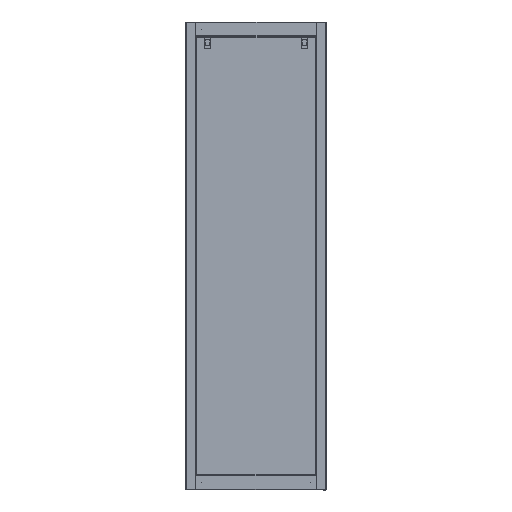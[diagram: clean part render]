
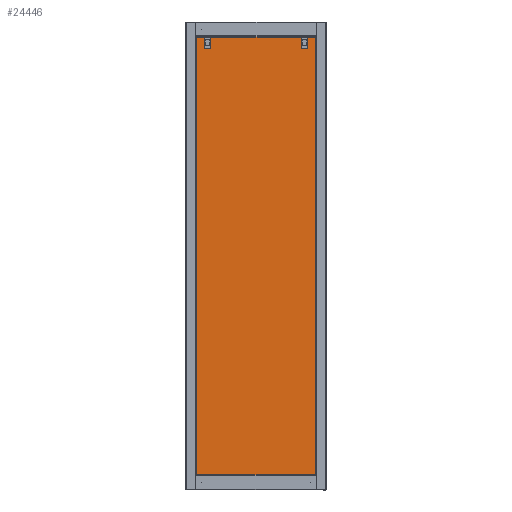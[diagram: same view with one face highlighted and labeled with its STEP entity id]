
A CAD part, top view. The second image highlights one B-rep face of the part: STEP entity #24446.
In plain terms, the highlighted face is planar.
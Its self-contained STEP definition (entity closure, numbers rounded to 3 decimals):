
#350 = LINE ( 'NONE', #12787, #19313 ) ;
#1160 = PLANE ( 'NONE',  #30703 ) ;
#1493 = DIRECTION ( 'NONE',  ( 0., -1., 0. ) ) ;
#1657 = CARTESIAN_POINT ( 'NONE',  ( 476., 1865., -1. ) ) ;
#2767 = CARTESIAN_POINT ( 'NONE',  ( 476., 1827., -1. ) ) ;
#2869 = VECTOR ( 'NONE', #30313, 1000. ) ;
#3127 = FACE_OUTER_BOUND ( 'NONE', #12050, .T. ) ;
#3271 = CARTESIAN_POINT ( 'NONE',  ( 2., 1.141, -1. ) ) ;
#3912 = CARTESIAN_POINT ( 'NONE',  ( 476., 1865., -1. ) ) ;
#4127 = CARTESIAN_POINT ( 'NONE',  ( 509., 2., -1. ) ) ;
#4358 = EDGE_LOOP ( 'NONE', ( #26037, #10406, #4475, #22916 ) ) ;
#4475 = ORIENTED_EDGE ( 'NONE', *, *, #12446, .F. ) ;
#4597 = CARTESIAN_POINT ( 'NONE',  ( 476., 1865., -1. ) ) ;
#4805 = CARTESIAN_POINT ( 'NONE',  ( 1.141, 1875., -1. ) ) ;
#5139 = ORIENTED_EDGE ( 'NONE', *, *, #24366, .F. ) ;
#5261 = EDGE_CURVE ( 'NONE', #27344, #22953, #19548, .T. ) ;
#5714 = VECTOR ( 'NONE', #14223, 1000. ) ;
#5729 = LINE ( 'NONE', #25924, #10288 ) ;
#6205 = ORIENTED_EDGE ( 'NONE', *, *, #10688, .T. ) ;
#6420 = CARTESIAN_POINT ( 'NONE',  ( 61., 1827., -1. ) ) ;
#6526 = VECTOR ( 'NONE', #8393, 1000. ) ;
#6801 = DIRECTION ( 'NONE',  ( -1., 0., 0. ) ) ;
#7000 = CARTESIAN_POINT ( 'NONE',  ( 35., 1827., -1. ) ) ;
#7082 = VERTEX_POINT ( 'NONE', #2767 ) ;
#7112 = CARTESIAN_POINT ( 'NONE',  ( 476., 1827., -1. ) ) ;
#8121 = EDGE_CURVE ( 'NONE', #12603, #7082, #28090, .T. ) ;
#8393 = DIRECTION ( 'NONE',  ( 0., 1., 0. ) ) ;
#8470 = ORIENTED_EDGE ( 'NONE', *, *, #30768, .F. ) ;
#10288 = VECTOR ( 'NONE', #11549, 1000. ) ;
#10406 = ORIENTED_EDGE ( 'NONE', *, *, #38191, .F. ) ;
#10415 = CARTESIAN_POINT ( 'NONE',  ( 2., 2., -1. ) ) ;
#10515 = VECTOR ( 'NONE', #1493, 1000. ) ;
#10572 = CARTESIAN_POINT ( 'NONE',  ( 509.859, 2., -1. ) ) ;
#10642 = CARTESIAN_POINT ( 'NONE',  ( 509., 1875.859, -1. ) ) ;
#10688 = EDGE_CURVE ( 'NONE', #33366, #30670, #37339, .T. ) ;
#10877 = CARTESIAN_POINT ( 'NONE',  ( 450., 1865., -1. ) ) ;
#11549 = DIRECTION ( 'NONE',  ( 0., -1., 0. ) ) ;
#12050 = EDGE_LOOP ( 'NONE', ( #33728, #6205, #13237, #17861 ) ) ;
#12437 = LINE ( 'NONE', #6420, #37500 ) ;
#12446 = EDGE_CURVE ( 'NONE', #21140, #20385, #20233, .T. ) ;
#12603 = VERTEX_POINT ( 'NONE', #3912 ) ;
#12787 = CARTESIAN_POINT ( 'NONE',  ( 61., 1865., -1. ) ) ;
#12840 = VERTEX_POINT ( 'NONE', #18984 ) ;
#13115 = DIRECTION ( 'NONE',  ( 1., 0., 0. ) ) ;
#13237 = ORIENTED_EDGE ( 'NONE', *, *, #19561, .T. ) ;
#13330 = EDGE_CURVE ( 'NONE', #7082, #21140, #30997, .T. ) ;
#14197 = CARTESIAN_POINT ( 'NONE',  ( 61., 1865., -1. ) ) ;
#14223 = DIRECTION ( 'NONE',  ( -1., 0., 0. ) ) ;
#14389 = LINE ( 'NONE', #38244, #6526 ) ;
#15136 = DIRECTION ( 'NONE',  ( -1., 0., 0. ) ) ;
#15351 = EDGE_LOOP ( 'NONE', ( #8470, #27083, #5139, #24667 ) ) ;
#15685 = DIRECTION ( 'NONE',  ( 0., 0., -1. ) ) ;
#16607 = DIRECTION ( 'NONE',  ( 1., 0., 0. ) ) ;
#17463 = FACE_BOUND ( 'NONE', #15351, .T. ) ;
#17793 = DIRECTION ( 'NONE',  ( 0., 1., 0. ) ) ;
#17861 = ORIENTED_EDGE ( 'NONE', *, *, #5261, .T. ) ;
#18712 = LINE ( 'NONE', #1657, #34875 ) ;
#18788 = DIRECTION ( 'NONE',  ( 1., 0., 0. ) ) ;
#18984 = CARTESIAN_POINT ( 'NONE',  ( 61., 1827., -1. ) ) ;
#19071 = VECTOR ( 'NONE', #34479, 1000. ) ;
#19313 = VECTOR ( 'NONE', #18788, 1000. ) ;
#19548 = LINE ( 'NONE', #4805, #22383 ) ;
#19561 = EDGE_CURVE ( 'NONE', #30670, #27344, #21588, .T. ) ;
#20233 = LINE ( 'NONE', #32062, #2869 ) ;
#20385 = VERTEX_POINT ( 'NONE', #10877 ) ;
#20831 = EDGE_CURVE ( 'NONE', #22953, #33366, #28317, .T. ) ;
#21140 = VERTEX_POINT ( 'NONE', #36994 ) ;
#21588 = LINE ( 'NONE', #3271, #29295 ) ;
#22289 = VECTOR ( 'NONE', #32528, 1000. ) ;
#22383 = VECTOR ( 'NONE', #16607, 1000. ) ;
#22916 = ORIENTED_EDGE ( 'NONE', *, *, #13330, .F. ) ;
#22953 = VERTEX_POINT ( 'NONE', #36976 ) ;
#23680 = FACE_BOUND ( 'NONE', #4358, .T. ) ;
#24366 = EDGE_CURVE ( 'NONE', #36212, #37307, #14389, .T. ) ;
#24446 = ADVANCED_FACE ( 'NONE', ( #17463, #23680, #3127 ), #1160, .T. ) ;
#24482 = EDGE_CURVE ( 'NONE', #12840, #36212, #12437, .T. ) ;
#24667 = ORIENTED_EDGE ( 'NONE', *, *, #24482, .F. ) ;
#24731 = CARTESIAN_POINT ( 'NONE',  ( 35., 1865., -1. ) ) ;
#25336 = VERTEX_POINT ( 'NONE', #14197 ) ;
#25924 = CARTESIAN_POINT ( 'NONE',  ( 61., 1865., -1. ) ) ;
#26037 = ORIENTED_EDGE ( 'NONE', *, *, #8121, .F. ) ;
#27046 = EDGE_CURVE ( 'NONE', #37307, #25336, #350, .T. ) ;
#27083 = ORIENTED_EDGE ( 'NONE', *, *, #27046, .F. ) ;
#27344 = VERTEX_POINT ( 'NONE', #30755 ) ;
#27392 = CARTESIAN_POINT ( 'NONE',  ( 0., 0., -1. ) ) ;
#28090 = LINE ( 'NONE', #4597, #10515 ) ;
#28317 = LINE ( 'NONE', #10642, #22289 ) ;
#29295 = VECTOR ( 'NONE', #17793, 1000. ) ;
#30313 = DIRECTION ( 'NONE',  ( 0., 1., 0. ) ) ;
#30670 = VERTEX_POINT ( 'NONE', #10415 ) ;
#30703 = AXIS2_PLACEMENT_3D ( 'NONE', #27392, #15685, #15136 ) ;
#30755 = CARTESIAN_POINT ( 'NONE',  ( 2., 1875., -1. ) ) ;
#30768 = EDGE_CURVE ( 'NONE', #25336, #12840, #5729, .T. ) ;
#30997 = LINE ( 'NONE', #7112, #19071 ) ;
#32062 = CARTESIAN_POINT ( 'NONE',  ( 450., 1865., -1. ) ) ;
#32528 = DIRECTION ( 'NONE',  ( 0., -1., 0. ) ) ;
#33366 = VERTEX_POINT ( 'NONE', #4127 ) ;
#33728 = ORIENTED_EDGE ( 'NONE', *, *, #20831, .T. ) ;
#34479 = DIRECTION ( 'NONE',  ( -1., 0., 0. ) ) ;
#34875 = VECTOR ( 'NONE', #13115, 1000. ) ;
#36212 = VERTEX_POINT ( 'NONE', #7000 ) ;
#36976 = CARTESIAN_POINT ( 'NONE',  ( 509., 1875., -1. ) ) ;
#36994 = CARTESIAN_POINT ( 'NONE',  ( 450., 1827., -1. ) ) ;
#37307 = VERTEX_POINT ( 'NONE', #24731 ) ;
#37339 = LINE ( 'NONE', #10572, #5714 ) ;
#37500 = VECTOR ( 'NONE', #6801, 1000. ) ;
#38191 = EDGE_CURVE ( 'NONE', #20385, #12603, #18712, .T. ) ;
#38244 = CARTESIAN_POINT ( 'NONE',  ( 35., 1865., -1. ) ) ;
